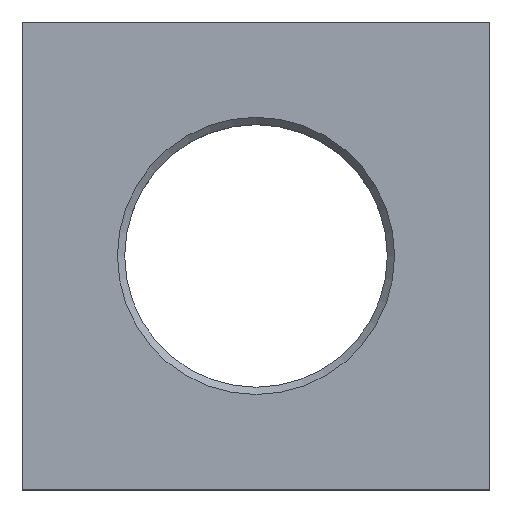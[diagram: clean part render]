
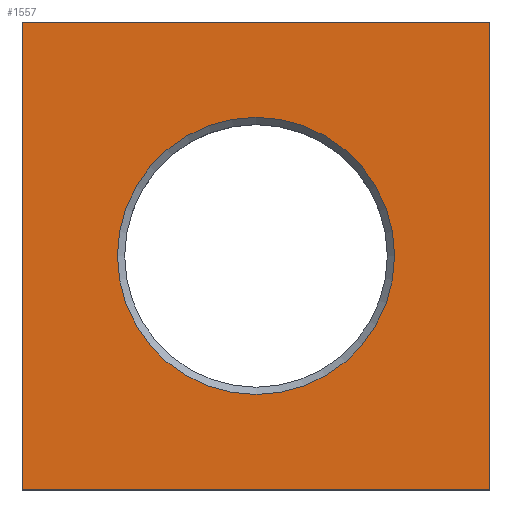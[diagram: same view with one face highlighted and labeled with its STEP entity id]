
A CAD part, top view. The second image highlights one B-rep face of the part: STEP entity #1557.
In plain terms, the highlighted planar face has unit normal (0, 0, 1).
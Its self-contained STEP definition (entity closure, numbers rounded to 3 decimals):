
#23=CIRCLE('',#1670,3.85);
#35=ORIENTED_EDGE('',*,*,#466,.T.);
#36=ORIENTED_EDGE('',*,*,#467,.T.);
#37=ORIENTED_EDGE('',*,*,#468,.T.);
#38=ORIENTED_EDGE('',*,*,#469,.T.);
#39=ORIENTED_EDGE('',*,*,#470,.F.);
#466=EDGE_CURVE('',#681,#682,#814,.T.);
#467=EDGE_CURVE('',#682,#683,#815,.T.);
#468=EDGE_CURVE('',#683,#684,#816,.T.);
#469=EDGE_CURVE('',#684,#681,#817,.T.);
#470=EDGE_CURVE('',#685,#685,#23,.T.);
#681=VERTEX_POINT('',#2208);
#682=VERTEX_POINT('',#2209);
#683=VERTEX_POINT('',#2211);
#684=VERTEX_POINT('',#2213);
#685=VERTEX_POINT('',#2216);
#814=LINE('',#2207,#1026);
#815=LINE('',#2210,#1027);
#816=LINE('',#2212,#1028);
#817=LINE('',#2214,#1029);
#1026=VECTOR('',#1785,1000.);
#1027=VECTOR('',#1786,1000.);
#1028=VECTOR('',#1787,1000.);
#1029=VECTOR('',#1788,1000.);
#1233=EDGE_LOOP('',(#35,#36,#37,#38));
#1234=EDGE_LOOP('',(#39));
#1347=FACE_BOUND('',#1233,.T.);
#1348=FACE_BOUND('',#1234,.T.);
#1461=PLANE('',#1669);
#1557=ADVANCED_FACE('',(#1347,#1348),#1461,.T.);
#1669=AXIS2_PLACEMENT_3D('',#2206,#1783,#1784);
#1670=AXIS2_PLACEMENT_3D('',#2215,#1789,#1790);
#1783=DIRECTION('',(0.,0.,1.));
#1784=DIRECTION('',(1.,0.,0.));
#1785=DIRECTION('',(0.,-1.,0.));
#1786=DIRECTION('',(1.,0.,0.));
#1787=DIRECTION('',(0.,1.,0.));
#1788=DIRECTION('',(-1.,0.,0.));
#1789=DIRECTION('',(0.,0.,1.));
#1790=DIRECTION('',(1.,0.,0.));
#2206=CARTESIAN_POINT('',(-6.5,-6.5,3.1));
#2207=CARTESIAN_POINT('',(-6.5,6.5,3.1));
#2208=CARTESIAN_POINT('',(-6.5,6.5,3.1));
#2209=CARTESIAN_POINT('',(-6.5,-6.5,3.1));
#2210=CARTESIAN_POINT('',(-6.5,-6.5,3.1));
#2211=CARTESIAN_POINT('',(6.5,-6.5,3.1));
#2212=CARTESIAN_POINT('',(6.5,-6.5,3.1));
#2213=CARTESIAN_POINT('',(6.5,6.5,3.1));
#2214=CARTESIAN_POINT('',(6.5,6.5,3.1));
#2215=CARTESIAN_POINT('',(0.,0.,3.1));
#2216=CARTESIAN_POINT('',(3.85,0.,3.1));
